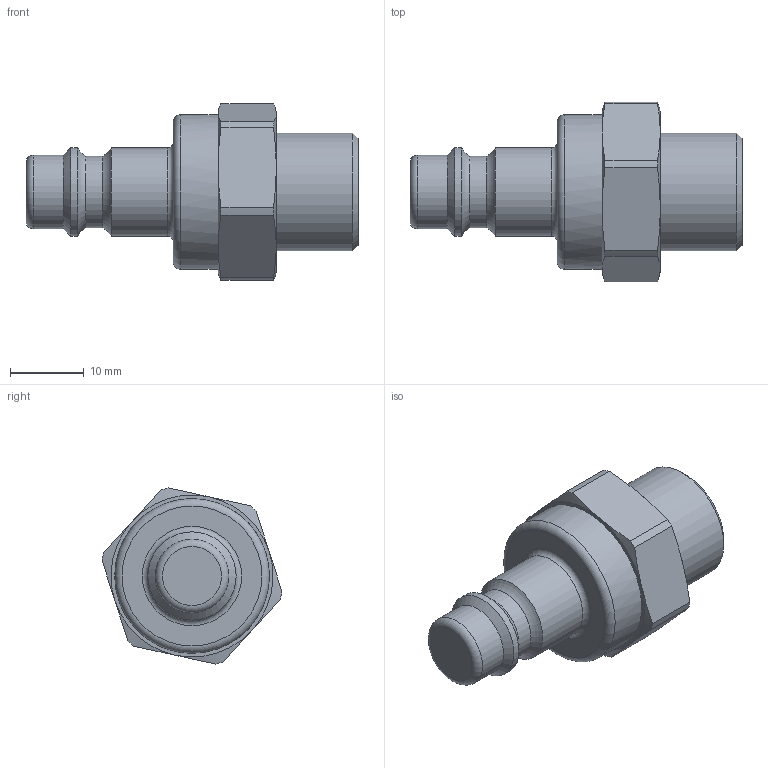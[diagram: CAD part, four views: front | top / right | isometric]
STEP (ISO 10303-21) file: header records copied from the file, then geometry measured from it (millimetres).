
FILE_DESCRIPTION((''),'2;1');
FILE_NAME('25sbad16mpn.stp','2014-06-17T14:50:23',('IA176480'),(''),'Autodesk Inventor 2013','Autodesk Inventor 2013','');
FILE_SCHEMA(('AUTOMOTIVE_DESIGN { 1 0 10303 214 1 1 1 1 }'));
Length unit declared in the file: millimetre
Products named in the file (1): D110758
Bounding box: 45.1 x 24.44 x 23.93 mm (x, y, z)
Volume: 9504.2 mm3; surface area: 3240.3 mm2
Topology: 1 solids, 4 shells, 54 faces, 113 edges, 68 vertices
Faces by surface type: cone 18, plane 16, cylinder 15, torus 5
Full cylindrical faces by diameter (mm): 8.6 x1, 9.75 x1, 10 x1, 12 x2, 16 x1, 16.5 x1, 17.153 x1, 21 x1
Entity records: 1360 total; most frequent: CARTESIAN_POINT 261, DIRECTION 223, ORIENTED_EDGE 180, AXIS2_PLACEMENT_3D 104, EDGE_CURVE 90, EDGE_LOOP 78, VERTEX_POINT 64, FACE_OUTER_BOUND 54
